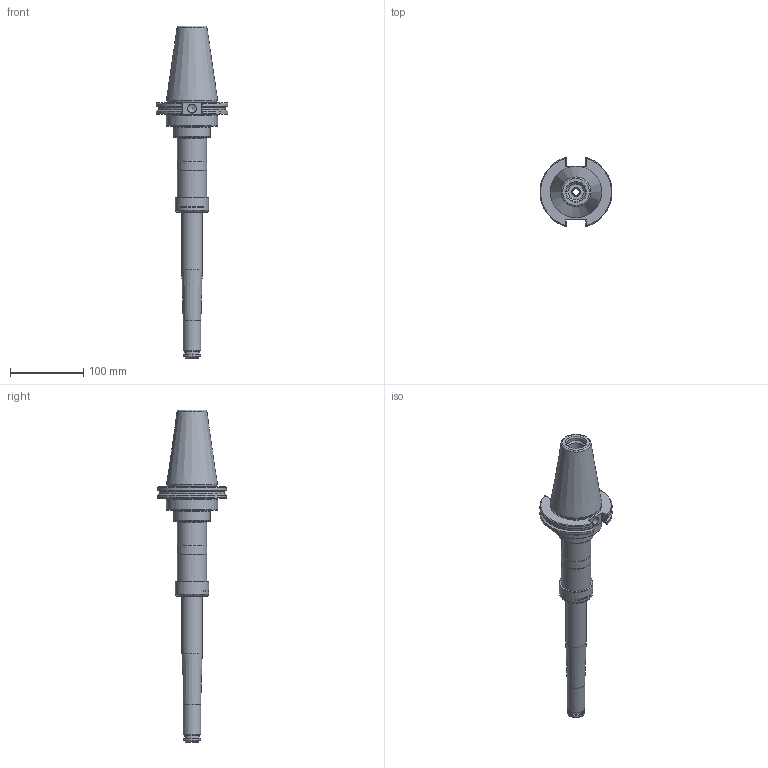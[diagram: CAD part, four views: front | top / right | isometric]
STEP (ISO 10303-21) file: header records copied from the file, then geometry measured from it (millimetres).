
FILE_DESCRIPTION(/* description */ (''),/* implementation_level */ '2;1');
FILE_NAME(/* name */ '885373181.stp',/* time_stamp */ '2023-03-15T12:17:18',/* author */ ('Ratnasingam Jekanthan'),/* organization */ ('REGO-FIX'),/* preprocessor_version */ ' Unknown',/* originating_system */ 'SIEMENS PLM Software Solid Edge ST10',/* authorization */ 'Unknown');
FILE_SCHEMA (('AUTOMOTIVE_DESIGN { 1 0 10303 214 2 1 1}'));
Length unit declared in the file: millimetre
Products named in the file (1): NOCUT
Bounding box: 98.08 x 94.39 x 452.7 mm (x, y, z)
Volume: 587442.6 mm3; surface area: 101678.7 mm2
Topology: 1 solids, 3 shells, 171 faces, 407 edges, 254 vertices
Faces by surface type: plane 48, cylinder 46, cone 44, torus 25, bspline 8
Full cylindrical faces by diameter (mm): 9 x1, 10 x1, 11.7 x1, 13 x1, 15 x1, 19.5 x1, 21.963 x2, 23.8 x1, 24 x2, 24.7 x1, 25 x1, 26.4 x1, 28 x1, 29 x1, 33 x1, 34 x1, 38.376 x1, 40 x2, 40.05 x1, 40.5 x1, 43.3 x1, 45.65 x1, 50.5 x1, 69.85 x1
Entity records: 5669 total; most frequent: CARTESIAN_POINT 1021, DIRECTION 705, ORIENTED_EDGE 598, AXIS2_PLACEMENT_3D 312, EDGE_CURVE 299, FACE_BOUND 274, EDGE_LOOP 273, VERTEX_POINT 231
